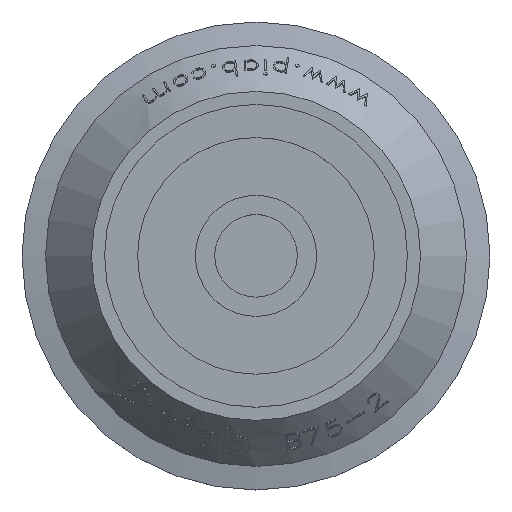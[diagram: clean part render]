
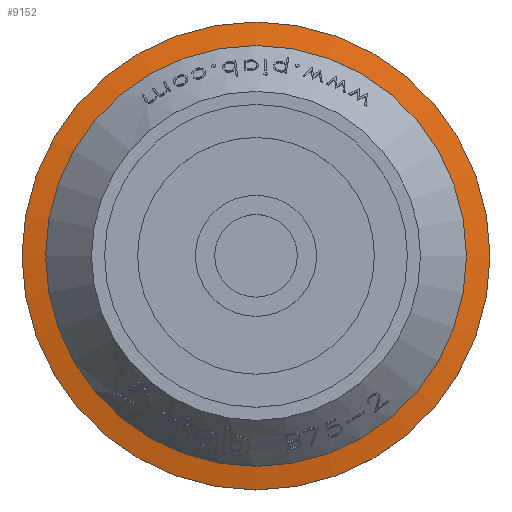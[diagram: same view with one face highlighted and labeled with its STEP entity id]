
A CAD part, top view. The second image highlights one B-rep face of the part: STEP entity #9152.
In plain terms, the highlighted conical face has half-angle 78 degrees and reference radius 38.23 mm.
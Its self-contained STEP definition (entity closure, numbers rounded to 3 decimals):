
#1232=CIRCLE('',#9454,38.229);
#1240=CIRCLE('',#9883,42.5);
#3005=ORIENTED_EDGE('',*,*,#5327,.F.);
#3006=ORIENTED_EDGE('',*,*,#4520,.T.);
#4520=EDGE_CURVE('',#5968,#5968,#1232,.T.);
#5327=EDGE_CURVE('',#6490,#6490,#1240,.T.);
#5968=VERTEX_POINT('',#12439);
#6490=VERTEX_POINT('',#15267);
#7966=EDGE_LOOP('',(#3005));
#7967=EDGE_LOOP('',(#3006));
#8555=FACE_BOUND('',#7966,.T.);
#8556=FACE_BOUND('',#7967,.T.);
#8823=CONICAL_SURFACE('',#9882,38.229,1.361);
#9152=ADVANCED_FACE('',(#8555,#8556),#8823,.T.);
#9454=AXIS2_PLACEMENT_3D('',#12438,#10145,#10146);
#9882=AXIS2_PLACEMENT_3D('',#15265,#11286,#11287);
#9883=AXIS2_PLACEMENT_3D('',#15266,#11288,#11289);
#10145=DIRECTION('',(0.,0.,-1.));
#10146=DIRECTION('',(-1.,0.,0.));
#11286=DIRECTION('',(0.,0.,-1.));
#11287=DIRECTION('',(-1.,0.,0.));
#11288=DIRECTION('',(0.,0.,-1.));
#11289=DIRECTION('',(-1.,0.,0.));
#12438=CARTESIAN_POINT('',(0.,0.,-14.092));
#12439=CARTESIAN_POINT('',(-38.229,0.,-14.092));
#15265=CARTESIAN_POINT('',(0.,0.,-14.092));
#15266=CARTESIAN_POINT('',(0.,0.,-15.));
#15267=CARTESIAN_POINT('',(-42.5,0.,-15.));
